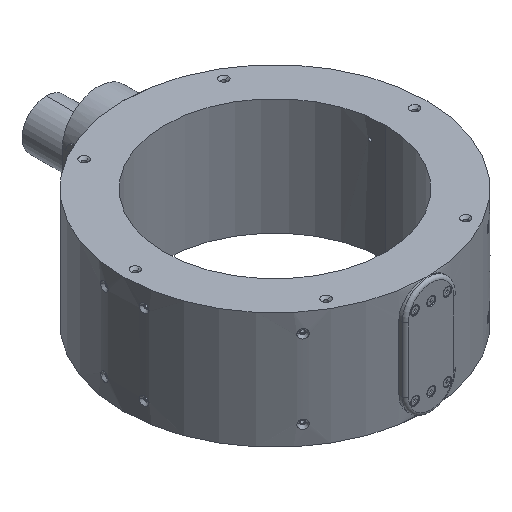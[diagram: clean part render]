
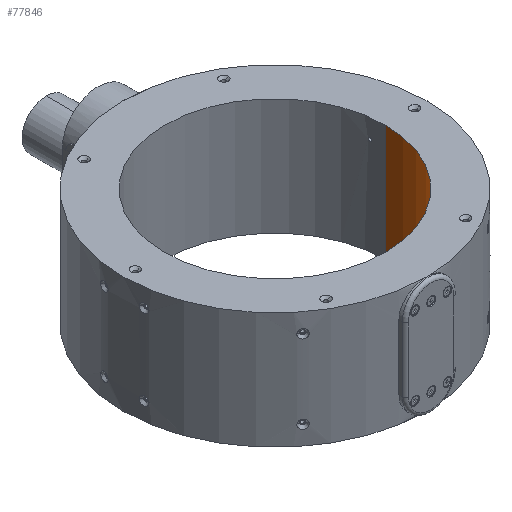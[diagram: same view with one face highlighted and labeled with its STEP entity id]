
A CAD part, isometric view. The second image highlights one B-rep face of the part: STEP entity #77846.
In plain terms, the highlighted cylindrical face has radius 170.5 mm (diameter 341 mm), a partial arc.
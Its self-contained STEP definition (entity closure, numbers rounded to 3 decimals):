
#2217 = FACE_OUTER_BOUND ( 'NONE', #41431, .T. ) ;
#2608 = DIRECTION ( 'NONE',  ( 0., 0., 1. ) ) ;
#2631 = DIRECTION ( 'NONE',  ( 0., 0., 1. ) ) ;
#4561 = EDGE_CURVE ( 'NONE', #28779, #90818, #11388, .T. ) ;
#6236 = CIRCLE ( 'NONE', #58521, 170.5 ) ;
#10884 = DIRECTION ( 'NONE',  ( 1., 0., 0. ) ) ;
#11388 = CIRCLE ( 'NONE', #73314, 170.5 ) ;
#11462 = VERTEX_POINT ( 'NONE', #35057 ) ;
#13914 = CARTESIAN_POINT ( 'NONE',  ( 170.5, 0., -90. ) ) ;
#15143 = VECTOR ( 'NONE', #2631, 1000. ) ;
#17995 = CARTESIAN_POINT ( 'NONE',  ( 170.5, 0., -754.68 ) ) ;
#18991 = ORIENTED_EDGE ( 'NONE', *, *, #4561, .T. ) ;
#24353 = VERTEX_POINT ( 'NONE', #94818 ) ;
#28628 = ORIENTED_EDGE ( 'NONE', *, *, #54493, .F. ) ;
#28779 = VERTEX_POINT ( 'NONE', #13914 ) ;
#31793 = VECTOR ( 'NONE', #2608, 1000. ) ;
#31952 = LINE ( 'NONE', #17995, #31793 ) ;
#35057 = CARTESIAN_POINT ( 'NONE',  ( -170.5, 0., 90. ) ) ;
#35921 = CARTESIAN_POINT ( 'NONE',  ( 0., 0., -754.68 ) ) ;
#41431 = EDGE_LOOP ( 'NONE', ( #18991, #53448, #49103, #28628 ) ) ;
#41581 = DIRECTION ( 'NONE',  ( 0., 0., 1. ) ) ;
#42480 = DIRECTION ( 'NONE',  ( 1., 0., 0. ) ) ;
#43287 = EDGE_CURVE ( 'NONE', #11462, #24353, #6236, .T. ) ;
#48689 = EDGE_CURVE ( 'NONE', #90818, #11462, #56320, .T. ) ;
#49103 = ORIENTED_EDGE ( 'NONE', *, *, #43287, .T. ) ;
#49241 = CYLINDRICAL_SURFACE ( 'NONE', #90864, 170.5 ) ;
#53448 = ORIENTED_EDGE ( 'NONE', *, *, #48689, .T. ) ;
#54493 = EDGE_CURVE ( 'NONE', #28779, #24353, #31952, .T. ) ;
#56320 = LINE ( 'NONE', #72568, #15143 ) ;
#58521 = AXIS2_PLACEMENT_3D ( 'NONE', #58754, #72531, #42480 ) ;
#58754 = CARTESIAN_POINT ( 'NONE',  ( 0., 0., 90. ) ) ;
#63637 = CARTESIAN_POINT ( 'NONE',  ( 0., 0., -90. ) ) ;
#65103 = DIRECTION ( 'NONE',  ( 0., 0., -1. ) ) ;
#72531 = DIRECTION ( 'NONE',  ( 0., 0., 1. ) ) ;
#72568 = CARTESIAN_POINT ( 'NONE',  ( -170.5, 0., -754.68 ) ) ;
#73314 = AXIS2_PLACEMENT_3D ( 'NONE', #63637, #65103, #78858 ) ;
#77846 = ADVANCED_FACE ( 'NONE', ( #2217 ), #49241, .F. ) ;
#78858 = DIRECTION ( 'NONE',  ( 0., -1., 0. ) ) ;
#86241 = CARTESIAN_POINT ( 'NONE',  ( -170.5, 0., -90. ) ) ;
#90818 = VERTEX_POINT ( 'NONE', #86241 ) ;
#90864 = AXIS2_PLACEMENT_3D ( 'NONE', #35921, #41581, #10884 ) ;
#94818 = CARTESIAN_POINT ( 'NONE',  ( 170.5, 0., 90. ) ) ;
